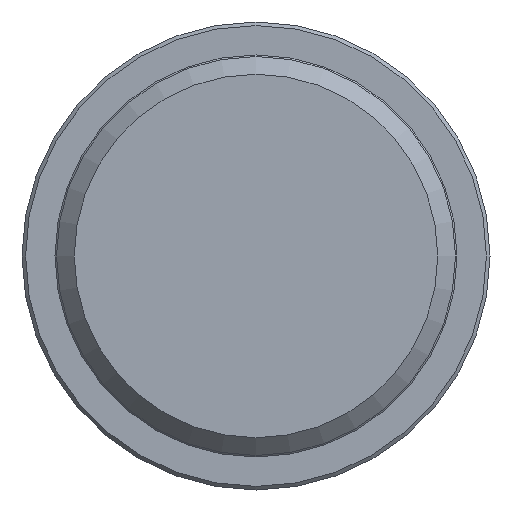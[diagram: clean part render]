
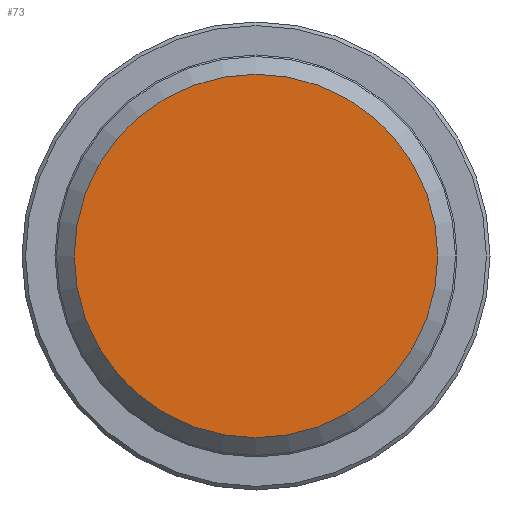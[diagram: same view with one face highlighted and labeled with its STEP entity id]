
A CAD part, front view. The second image highlights one B-rep face of the part: STEP entity #73.
In plain terms, the highlighted planar face has unit normal (0, -1, 0).
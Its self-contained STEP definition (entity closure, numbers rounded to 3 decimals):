
#73 = ADVANCED_FACE( '', ( #170 ), #171, .F. );
#170 = FACE_OUTER_BOUND( '', #292, .T. );
#171 = PLANE( '', #293 );
#292 = EDGE_LOOP( '', ( #431 ) );
#293 = AXIS2_PLACEMENT_3D( '', #432, #433, #434 );
#431 = ORIENTED_EDGE( '', *, *, #676, .T. );
#432 = CARTESIAN_POINT( '', ( 15.146, -16., 0. ) );
#433 = DIRECTION( '', ( 0., 1., 0. ) );
#434 = DIRECTION( '', ( 0., 0., 1. ) );
#676 = EDGE_CURVE( '', #792, #792, #793, .T. );
#792 = VERTEX_POINT( '', #944 );
#793 = CIRCLE( '', #945, 15.146 );
#944 = CARTESIAN_POINT( '', ( 0., -16., -15.146 ) );
#945 = AXIS2_PLACEMENT_3D( '', #1119, #1120, #1121 );
#1119 = CARTESIAN_POINT( '', ( 0., -16., 0. ) );
#1120 = DIRECTION( '', ( 0., -1., 0. ) );
#1121 = DIRECTION( '', ( 0., 0., -1. ) );
